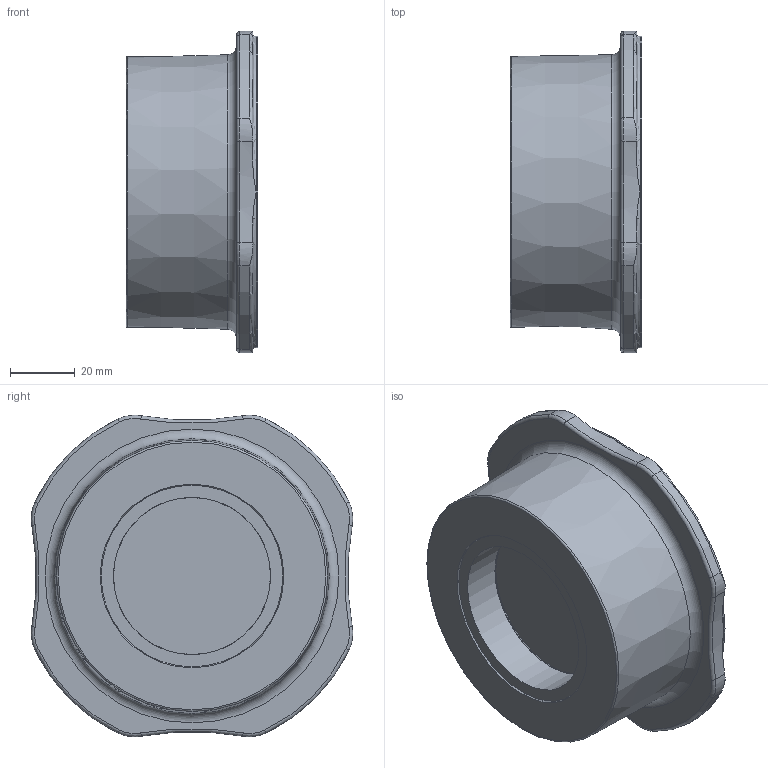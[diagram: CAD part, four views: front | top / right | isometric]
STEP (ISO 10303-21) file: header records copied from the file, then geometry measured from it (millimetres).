
FILE_DESCRIPTION((''),'2;1');
FILE_NAME('98200106.stp','2011-06-30T12:18:56',('frese'),(''),'Autodesk Inventor 2011','Autodesk Inventor 2011','');
FILE_SCHEMA(('AUTOMOTIVE_DESIGN { 1 0 10303 214 1 1 1 1 }'));
Length unit declared in the file: millimetre
Products named in the file (1): 98200106
Bounding box: 40.5 x 99.08 x 99.08 mm (x, y, z)
Volume: 118593.4 mm3; surface area: 42153.6 mm2
Topology: 1 solids, 4 shells, 136 faces, 342 edges, 219 vertices
Faces by surface type: plane 59, cylinder 40, torus 27, cone 10
Full cylindrical faces by diameter (mm): 4.134 x3, 4.9 x3, 5.3 x3, 7 x3, 48.5 x1, 56.2 x1, 71.6 x2, 80.1 x1, 96 x1
Entity records: 3916 total; most frequent: CARTESIAN_POINT 743, DIRECTION 710, ORIENTED_EDGE 586, AXIS2_PLACEMENT_3D 296, EDGE_CURVE 293, VERTEX_POINT 201, EDGE_LOOP 184, CIRCLE 159
